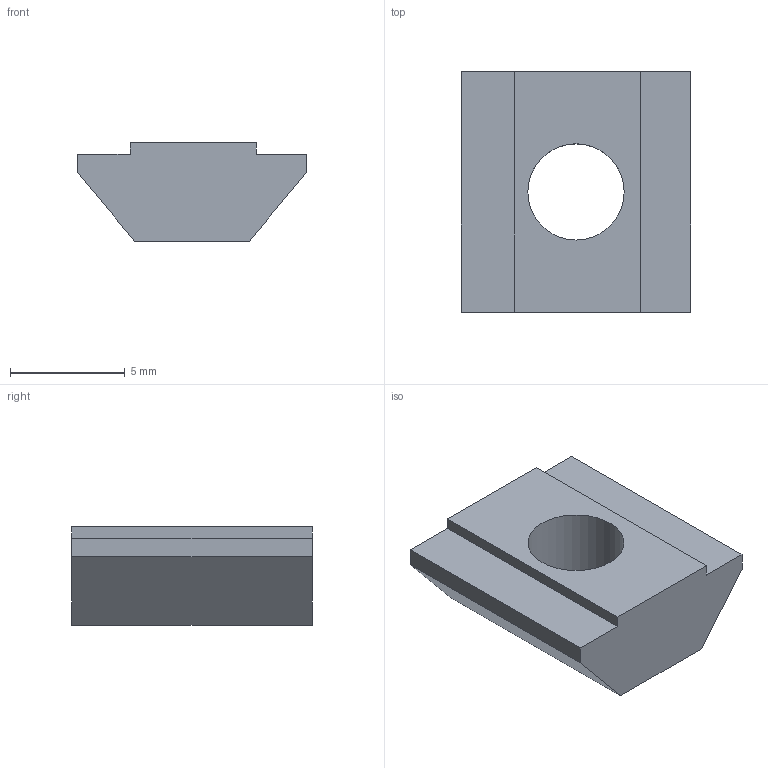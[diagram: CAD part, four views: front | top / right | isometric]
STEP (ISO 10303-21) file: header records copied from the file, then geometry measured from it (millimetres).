
FILE_DESCRIPTION(/* description */ (''),/* implementation_level */ '2;1');
FILE_NAME(/* name */ 'T-Nut_2020_M5 v3.step',/* time_stamp */ '2022-06-14T20:59:01-07:00',/* author */ (''),/* organization */ (''),/* preprocessor_version */ 'ST-DEVELOPER v19',/* originating_system */ 'Autodesk Translation Framework v11.7.0.108',/* authorisation */ '');
FILE_SCHEMA (('AUTOMOTIVE_DESIGN { 1 0 10303 214 3 1 1 }'));
Length unit declared in the file: millimetre
Products named in the file (1): T-Nut_2020_M5
Bounding box: 10 x 10.5 x 4.3 mm (x, y, z)
Volume: 288.4 mm3; surface area: 359.5 mm2
Topology: 1 solids, 1 shells, 15 faces, 38 edges, 24 vertices
Faces by surface type: plane 13, cylinder 1, cone 1
Full cylindrical faces by diameter (mm): 4.2 x1
Entity records: 488 total; most frequent: CARTESIAN_POINT 78, ORIENTED_EDGE 76, DIRECTION 74, EDGE_CURVE 38, LINE 34, VECTOR 34, VERTEX_POINT 24, AXIS2_PLACEMENT_3D 20
